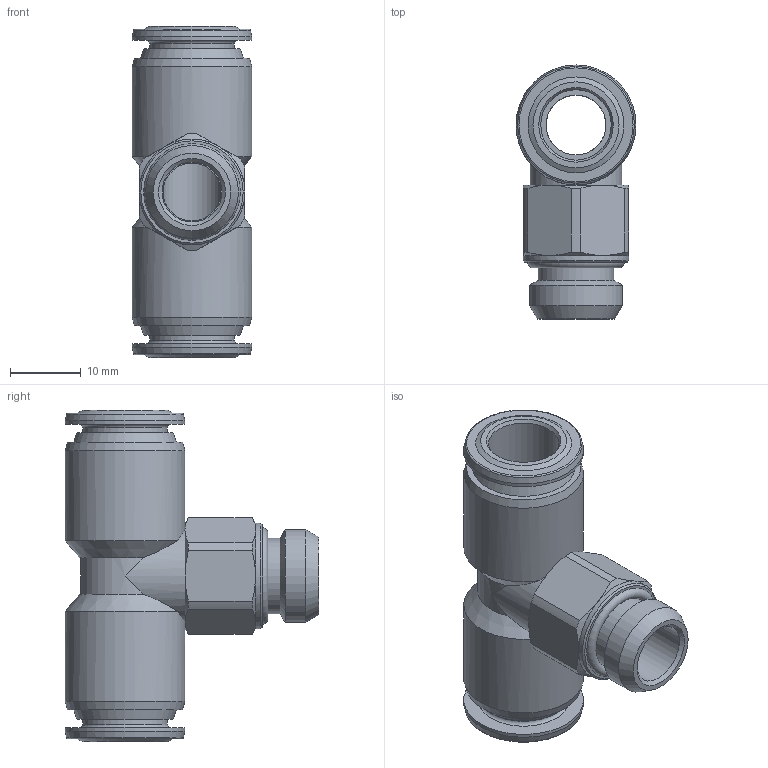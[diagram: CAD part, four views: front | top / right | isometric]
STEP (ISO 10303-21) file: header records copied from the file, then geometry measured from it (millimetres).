
FILE_DESCRIPTION(/* description */ ('STEP AP214'),/* implementation_level */ '2;1');
FILE_NAME(/* name */ '8099100_NPQR-T-G14-Q10',/* time_stamp */ '2024-09-13T08:46:42+02:00',/* author */ ('License CC BY-ND 4.0'),/* organization */ ('CADENAS'),/* preprocessor_version */ 'ST-DEVELOPER v19.3',/* originating_system */ 'PARTsolutions',/* authorisation */ ' ');
FILE_SCHEMA (('AUTOMOTIVE_DESIGN {1 0 10303 214 3 1 1}'));
Length unit declared in the file: millimetre
Products named in the file (1): 8099100 NPQR-T-G14-Q10---(high)
Bounding box: 17 x 36 x 47 mm (x, y, z)
Volume: 8102.6 mm3; surface area: 6073.8 mm2
Topology: 1 solids, 1 shells, 82 faces, 176 edges, 109 vertices
Faces by surface type: plane 31, cylinder 23, cone 23, torus 5
Full cylindrical faces by diameter (mm): 8.2 x1, 8.5 x2, 10 x2, 10.7 x1, 12 x2, 13 x1, 13.157 x1, 15 x1, 17 x4
Entity records: 2683 total; most frequent: CARTESIAN_POINT 451, DIRECTION 356, ORIENTED_EDGE 274, AXIS2_PLACEMENT_3D 167, EDGE_CURVE 137, EDGE_LOOP 134, FACE_BOUND 134, VERTEX_POINT 105
